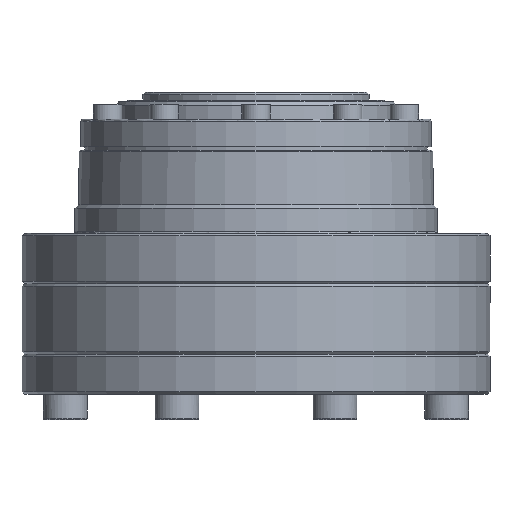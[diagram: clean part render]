
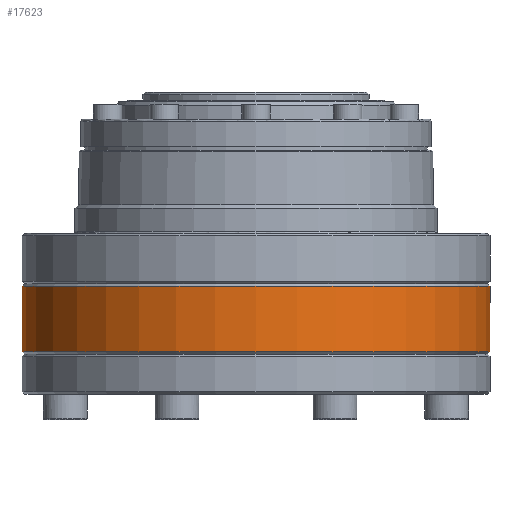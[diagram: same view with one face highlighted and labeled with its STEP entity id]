
A CAD part, front view. The second image highlights one B-rep face of the part: STEP entity #17623.
In plain terms, the highlighted cylindrical face has radius 46.5 mm (diameter 93 mm), a full revolution.
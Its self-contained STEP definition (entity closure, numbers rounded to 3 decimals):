
#1038 = CARTESIAN_POINT ( 'NONE',  ( 8.752, 45.669, -43.766 ) ) ;
#1252 = CARTESIAN_POINT ( 'NONE',  ( 10.155, 45.378, -48.498 ) ) ;
#1456 = CARTESIAN_POINT ( 'NONE',  ( 10.297, 45.346, -48.419 ) ) ;
#1661 = CARTESIAN_POINT ( 'NONE',  ( 10.912, 45.202, -47.902 ) ) ;
#1881 = CARTESIAN_POINT ( 'NONE',  ( 8.282, 45.757, -43.877 ) ) ;
#4149 = DIRECTION ( 'NONE',  ( 1., 0., 0. ) ) ;
#5786 = CARTESIAN_POINT ( 'NONE',  ( 7.447, 45.9, -44.366 ) ) ;
#5991 = CARTESIAN_POINT ( 'NONE',  ( 7.983, 45.81, -48.497 ) ) ;
#6194 = CARTESIAN_POINT ( 'NONE',  ( 11.012, 45.177, -47.776 ) ) ;
#6244 = ORIENTED_EDGE ( 'NONE', *, *, #37800, .T. ) ;
#6619 = CARTESIAN_POINT ( 'NONE',  ( 7.984, 45.81, -44.002 ) ) ;
#10269 = CARTESIAN_POINT ( 'NONE',  ( 0., 0., -38.5 ) ) ;
#10525 = CARTESIAN_POINT ( 'NONE',  ( 6.733, 46.01, -47.056 ) ) ;
#10739 = CARTESIAN_POINT ( 'NONE',  ( 6.607, 46.028, -46.25 ) ) ;
#10935 = CARTESIAN_POINT ( 'NONE',  ( 6.934, 45.98, -47.502 ) ) ;
#11147 = CARTESIAN_POINT ( 'NONE',  ( 6.858, 45.992, -47.359 ) ) ;
#11344 = CARTESIAN_POINT ( 'NONE',  ( 9.859, 45.443, -48.623 ) ) ;
#11644 = EDGE_LOOP ( 'NONE', ( #55452 ) ) ;
#13239 = CARTESIAN_POINT ( 'NONE',  ( 6.607, 46.028, -46.25 ) ) ;
#13320 = AXIS2_PLACEMENT_3D ( 'NONE', #51272, #41751, #26931 ) ;
#15259 = CARTESIAN_POINT ( 'NONE',  ( 6.672, 46.019, -45.591 ) ) ;
#15344 = FACE_BOUND ( 'NONE', #17988, .T. ) ;
#15456 = CARTESIAN_POINT ( 'NONE',  ( 6.623, 46.026, -46.578 ) ) ;
#15593 = DIRECTION ( 'NONE',  ( 1., 0., 0. ) ) ;
#15648 = CARTESIAN_POINT ( 'NONE',  ( 11.387, 45.084, -45.445 ) ) ;
#15853 = CARTESIAN_POINT ( 'NONE',  ( 10.684, 45.256, -48.135 ) ) ;
#16059 = CARTESIAN_POINT ( 'NONE',  ( 7.574, 45.879, -44.26 ) ) ;
#16824 = FACE_OUTER_BOUND ( 'NONE', #19882, .T. ) ;
#17623 = ADVANCED_FACE ( 'NONE', ( #38153, #16824, #15344 ), #49992, .T. ) ;
#17988 = EDGE_LOOP ( 'NONE', ( #6244 ) ) ;
#18120 = VERTEX_POINT ( 'NONE', #53375 ) ;
#18701 = EDGE_CURVE ( 'NONE', #18120, #18120, #21129, .T. ) ;
#19882 = EDGE_LOOP ( 'NONE', ( #20486 ) ) ;
#19962 = CARTESIAN_POINT ( 'NONE',  ( 11.025, 45.175, -44.715 ) ) ;
#20166 = CARTESIAN_POINT ( 'NONE',  ( 10.298, 45.345, -44.081 ) ) ;
#20380 = CARTESIAN_POINT ( 'NONE',  ( 9.708, 45.476, -43.83 ) ) ;
#20486 = ORIENTED_EDGE ( 'NONE', *, *, #18701, .T. ) ;
#20590 = CARTESIAN_POINT ( 'NONE',  ( 9.863, 45.442, -43.879 ) ) ;
#20795 = CARTESIAN_POINT ( 'NONE',  ( 10.158, 45.377, -44.004 ) ) ;
#21129 = CIRCLE ( 'NONE', #49131, 46.5 ) ;
#22573 = VERTEX_POINT ( 'NONE', #31723 ) ;
#23667 = CARTESIAN_POINT ( 'NONE',  ( 0., 0., -38. ) ) ;
#24869 = CARTESIAN_POINT ( 'NONE',  ( 7.57, 45.88, -48.237 ) ) ;
#25067 = CARTESIAN_POINT ( 'NONE',  ( 6.607, 46.028, -46.415 ) ) ;
#25285 = CARTESIAN_POINT ( 'NONE',  ( 9.236, 45.574, -43.75 ) ) ;
#26931 = DIRECTION ( 'NONE',  ( 1., 0., 0. ) ) ;
#29171 = CARTESIAN_POINT ( 'NONE',  ( 11.265, 45.115, -47.359 ) ) ;
#29382 = CARTESIAN_POINT ( 'NONE',  ( 9.23, 45.575, -48.75 ) ) ;
#29591 = CARTESIAN_POINT ( 'NONE',  ( 11.51, 45.053, -46.414 ) ) ;
#29803 = CARTESIAN_POINT ( 'NONE',  ( 7.113, 45.953, -47.774 ) ) ;
#30006 = CARTESIAN_POINT ( 'NONE',  ( 8.438, 45.728, -43.829 ) ) ;
#31436 = EDGE_CURVE ( 'NONE', #22573, #22573, #52165, .T. ) ;
#31723 = CARTESIAN_POINT ( 'NONE',  ( 46.5, 0., -51.5 ) ) ;
#33932 = CARTESIAN_POINT ( 'NONE',  ( 6.935, 45.98, -44.995 ) ) ;
#34128 = CARTESIAN_POINT ( 'NONE',  ( 10.561, 45.285, -48.239 ) ) ;
#34338 = CARTESIAN_POINT ( 'NONE',  ( 7.445, 45.9, -48.133 ) ) ;
#34534 = CARTESIAN_POINT ( 'NONE',  ( 8.434, 45.729, -48.67 ) ) ;
#34747 = CARTESIAN_POINT ( 'NONE',  ( 8.91, 45.639, -48.75 ) ) ;
#37018 = B_SPLINE_CURVE_WITH_KNOTS ( 'NONE', 3,
 ( #10739, #25067, #15456, #39282, #10525, #11147, #10935, #29803, #53117, #34338, #24869, #58060, #5991, #57650, #34534, #44049, #34747, #29382, #53513, #43438, #11344, #1252, #1456, #34128, #15853, #1661, #6194, #38866, #29171, #43639, #57854, #57446, #29591, #48820, #43843, #39083, #15648, #52915, #19962, #48419, #44263, #20166, #20795, #20590, #20380, #53315, #25285, #58261, #1038, #30006, #1881, #6619, #39495, #16059, #5786, #49027, #53724, #33932, #38668, #15259, #48204, #48192 ),
 .UNSPECIFIED., .T., .F.,
 ( 4, 2, 2, 2, 2, 2, 2, 2, 2, 2, 2, 2, 2, 2, 2, 2, 2, 2, 2, 2, 2, 2, 2, 2, 2, 2, 2, 2, 2, 2, 4 ),
 ( 0., 0., 0.001, 0.001, 0.002, 0.002, 0.003, 0.003, 0.004, 0.004, 0.005, 0.005, 0.006, 0.006, 0.007, 0.007, 0.008, 0.008, 0.009, 0.01, 0.01, 0.011, 0.011, 0.012, 0.012, 0.013, 0.013, 0.014, 0.014, 0.015, 0.016 ),
 .UNSPECIFIED. ) ;
#37800 = EDGE_CURVE ( 'NONE', #40980, #40980, #37018, .T. ) ;
#38153 = FACE_OUTER_BOUND ( 'NONE', #11644, .T. ) ;
#38668 = CARTESIAN_POINT ( 'NONE',  ( 6.858, 45.992, -45.14 ) ) ;
#38866 = CARTESIAN_POINT ( 'NONE',  ( 11.189, 45.134, -47.505 ) ) ;
#39083 = CARTESIAN_POINT ( 'NONE',  ( 11.433, 45.072, -45.603 ) ) ;
#39220 = DIRECTION ( 'NONE',  ( 0., 0., -1. ) ) ;
#39282 = CARTESIAN_POINT ( 'NONE',  ( 6.686, 46.017, -46.897 ) ) ;
#39495 = CARTESIAN_POINT ( 'NONE',  ( 7.842, 45.834, -44.079 ) ) ;
#40980 = VERTEX_POINT ( 'NONE', #13239 ) ;
#41751 = DIRECTION ( 'NONE',  ( 0., 0., -1. ) ) ;
#43438 = CARTESIAN_POINT ( 'NONE',  ( 9.706, 45.476, -48.67 ) ) ;
#43639 = CARTESIAN_POINT ( 'NONE',  ( 11.387, 45.084, -47.056 ) ) ;
#43843 = CARTESIAN_POINT ( 'NONE',  ( 11.495, 45.057, -45.926 ) ) ;
#44049 = CARTESIAN_POINT ( 'NONE',  ( 8.751, 45.669, -48.734 ) ) ;
#44263 = CARTESIAN_POINT ( 'NONE',  ( 10.563, 45.284, -44.263 ) ) ;
#44322 = AXIS2_PLACEMENT_3D ( 'NONE', #23667, #60963, #4149 ) ;
#48192 = CARTESIAN_POINT ( 'NONE',  ( 6.607, 46.028, -46.25 ) ) ;
#48204 = CARTESIAN_POINT ( 'NONE',  ( 6.607, 46.028, -45.92 ) ) ;
#48419 = CARTESIAN_POINT ( 'NONE',  ( 10.689, 45.255, -44.369 ) ) ;
#48820 = CARTESIAN_POINT ( 'NONE',  ( 11.511, 45.053, -46.088 ) ) ;
#49027 = CARTESIAN_POINT ( 'NONE',  ( 7.219, 45.936, -44.596 ) ) ;
#49131 = AXIS2_PLACEMENT_3D ( 'NONE', #10269, #39220, #15593 ) ;
#49992 = CYLINDRICAL_SURFACE ( 'NONE', #44322, 46.5 ) ;
#51272 = CARTESIAN_POINT ( 'NONE',  ( 0., 0., -51.5 ) ) ;
#52165 = CIRCLE ( 'NONE', #13320, 46.5 ) ;
#52915 = CARTESIAN_POINT ( 'NONE',  ( 11.206, 45.13, -44.994 ) ) ;
#53117 = CARTESIAN_POINT ( 'NONE',  ( 7.218, 45.937, -47.903 ) ) ;
#53315 = CARTESIAN_POINT ( 'NONE',  ( 9.395, 45.541, -43.766 ) ) ;
#53375 = CARTESIAN_POINT ( 'NONE',  ( 46.5, 0., -38.5 ) ) ;
#53513 = CARTESIAN_POINT ( 'NONE',  ( 9.393, 45.542, -48.734 ) ) ;
#53724 = CARTESIAN_POINT ( 'NONE',  ( 7.116, 45.952, -44.722 ) ) ;
#55452 = ORIENTED_EDGE ( 'NONE', *, *, #31436, .F. ) ;
#57446 = CARTESIAN_POINT ( 'NONE',  ( 11.495, 45.057, -46.58 ) ) ;
#57650 = CARTESIAN_POINT ( 'NONE',  ( 8.279, 45.757, -48.622 ) ) ;
#57854 = CARTESIAN_POINT ( 'NONE',  ( 11.432, 45.073, -46.9 ) ) ;
#58060 = CARTESIAN_POINT ( 'NONE',  ( 7.839, 45.835, -48.419 ) ) ;
#58261 = CARTESIAN_POINT ( 'NONE',  ( 8.912, 45.638, -43.75 ) ) ;
#60963 = DIRECTION ( 'NONE',  ( 0., 0., 1. ) ) ;
